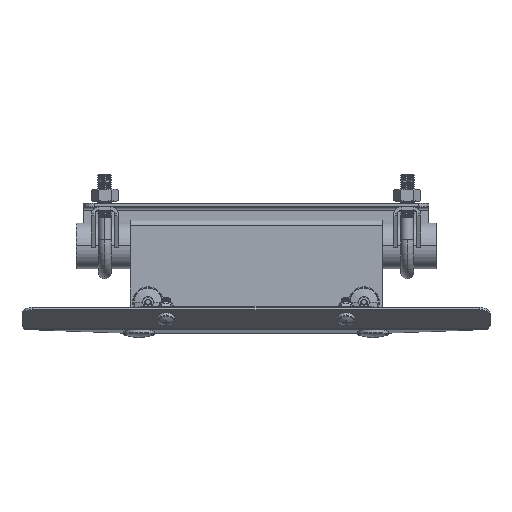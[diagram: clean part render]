
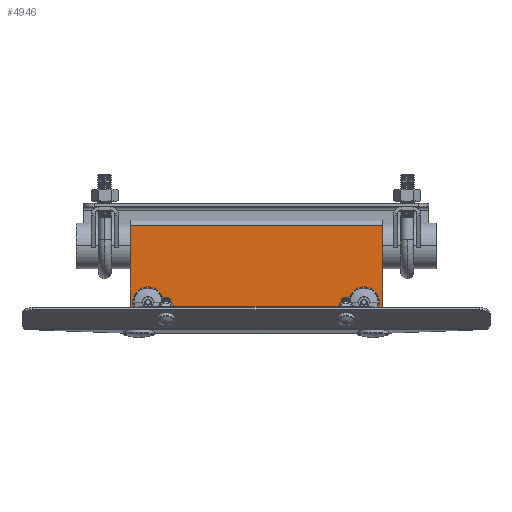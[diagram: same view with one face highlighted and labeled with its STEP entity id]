
A CAD part, top view. The second image highlights one B-rep face of the part: STEP entity #4946.
In plain terms, the highlighted planar face has unit normal (0, 0, 1).
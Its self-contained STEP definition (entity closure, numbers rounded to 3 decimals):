
#496 = CARTESIAN_POINT ( 'NONE',  ( 70., -55.559, 0. ) ) ;
#731 = CARTESIAN_POINT ( 'NONE',  ( 60., -41.309, 0. ) ) ;
#821 = CARTESIAN_POINT ( 'NONE',  ( 70., 0., 0. ) ) ;
#959 = DIRECTION ( 'NONE',  ( 0., 1., 0. ) ) ;
#1327 = AXIS2_PLACEMENT_3D ( 'NONE', #7970, #9302, #1930 ) ;
#1509 = DIRECTION ( 'NONE',  ( 0., -1., 0. ) ) ;
#1923 = AXIS2_PLACEMENT_3D ( 'NONE', #821, #14329, #959 ) ;
#1930 = DIRECTION ( 'NONE',  ( 0., -1., 0. ) ) ;
#2062 = VERTEX_POINT ( 'NONE', #731 ) ;
#2067 = VERTEX_POINT ( 'NONE', #11364 ) ;
#2633 = VECTOR ( 'NONE', #6940, 1000. ) ;
#2755 = EDGE_CURVE ( 'NONE', #2062, #9096, #15832, .T. ) ;
#3712 = ORIENTED_EDGE ( 'NONE', *, *, #7473, .T. ) ;
#3713 = FACE_BOUND ( 'NONE', #7780, .T. ) ;
#3771 = ORIENTED_EDGE ( 'NONE', *, *, #9354, .F. ) ;
#4032 = DIRECTION ( 'NONE',  ( 0., -1., 0. ) ) ;
#4352 = EDGE_CURVE ( 'NONE', #6778, #17837, #12731, .T. ) ;
#4576 = AXIS2_PLACEMENT_3D ( 'NONE', #15046, #16678, #1509 ) ;
#4946 = ADVANCED_FACE ( 'NONE', ( #18825, #3713, #15524 ), #14468, .F. ) ;
#5363 = VERTEX_POINT ( 'NONE', #12240 ) ;
#6263 = LINE ( 'NONE', #10061, #14274 ) ;
#6383 = EDGE_CURVE ( 'NONE', #9096, #2062, #18810, .T. ) ;
#6388 = EDGE_LOOP ( 'NONE', ( #16434, #16617 ) ) ;
#6778 = VERTEX_POINT ( 'NONE', #13349 ) ;
#6856 = VECTOR ( 'NONE', #14713, 1000. ) ;
#6940 = DIRECTION ( 'NONE',  ( 0., -1., 0. ) ) ;
#7354 = CARTESIAN_POINT ( 'NONE',  ( 70., -3.2, 0. ) ) ;
#7473 = EDGE_CURVE ( 'NONE', #10253, #2067, #6263, .T. ) ;
#7641 = LINE ( 'NONE', #496, #16808 ) ;
#7780 = EDGE_LOOP ( 'NONE', ( #19480, #8297 ) ) ;
#7970 = CARTESIAN_POINT ( 'NONE',  ( 60., -45.559, 0. ) ) ;
#8030 = VERTEX_POINT ( 'NONE', #11421 ) ;
#8297 = ORIENTED_EDGE ( 'NONE', *, *, #2755, .F. ) ;
#8402 = DIRECTION ( 'NONE',  ( 0., -1., 0. ) ) ;
#9096 = VERTEX_POINT ( 'NONE', #17084 ) ;
#9106 = EDGE_CURVE ( 'NONE', #5363, #2067, #7641, .T. ) ;
#9302 = DIRECTION ( 'NONE',  ( 0., 0., 1. ) ) ;
#9354 = EDGE_CURVE ( 'NONE', #8030, #5363, #18004, .T. ) ;
#10061 = CARTESIAN_POINT ( 'NONE',  ( -70., 0., 0. ) ) ;
#10253 = VERTEX_POINT ( 'NONE', #12361 ) ;
#10957 = AXIS2_PLACEMENT_3D ( 'NONE', #12544, #13766, #13964 ) ;
#11115 = DIRECTION ( 'NONE',  ( -1., 0., 0. ) ) ;
#11364 = CARTESIAN_POINT ( 'NONE',  ( -70., -55.559, 0. ) ) ;
#11421 = CARTESIAN_POINT ( 'NONE',  ( 70., -3.2, 0. ) ) ;
#12066 = CARTESIAN_POINT ( 'NONE',  ( -60., -49.809, 0. ) ) ;
#12240 = CARTESIAN_POINT ( 'NONE',  ( 70., -55.559, 0. ) ) ;
#12361 = CARTESIAN_POINT ( 'NONE',  ( -70., -3.2, 0. ) ) ;
#12544 = CARTESIAN_POINT ( 'NONE',  ( -60., -45.559, 0. ) ) ;
#12596 = CIRCLE ( 'NONE', #10957, 4.25 ) ;
#12731 = CIRCLE ( 'NONE', #16091, 4.25 ) ;
#13349 = CARTESIAN_POINT ( 'NONE',  ( -60., -41.309, 0. ) ) ;
#13460 = LINE ( 'NONE', #7354, #6856 ) ;
#13649 = EDGE_LOOP ( 'NONE', ( #3712, #14966, #3771, #16634 ) ) ;
#13766 = DIRECTION ( 'NONE',  ( 0., 0., 1. ) ) ;
#13964 = DIRECTION ( 'NONE',  ( 0., -1., 0. ) ) ;
#14196 = EDGE_CURVE ( 'NONE', #17837, #6778, #12596, .T. ) ;
#14274 = VECTOR ( 'NONE', #4032, 1000. ) ;
#14329 = DIRECTION ( 'NONE',  ( 0., 0., -1. ) ) ;
#14468 = PLANE ( 'NONE',  #1923 ) ;
#14713 = DIRECTION ( 'NONE',  ( -1., 0., 0. ) ) ;
#14966 = ORIENTED_EDGE ( 'NONE', *, *, #9106, .F. ) ;
#15046 = CARTESIAN_POINT ( 'NONE',  ( 60., -45.559, 0. ) ) ;
#15524 = FACE_OUTER_BOUND ( 'NONE', #13649, .T. ) ;
#15832 = CIRCLE ( 'NONE', #4576, 4.25 ) ;
#15833 = CARTESIAN_POINT ( 'NONE',  ( -60., -45.559, 0. ) ) ;
#16091 = AXIS2_PLACEMENT_3D ( 'NONE', #15833, #18877, #8402 ) ;
#16212 = CARTESIAN_POINT ( 'NONE',  ( 70., 0., 0. ) ) ;
#16434 = ORIENTED_EDGE ( 'NONE', *, *, #14196, .F. ) ;
#16617 = ORIENTED_EDGE ( 'NONE', *, *, #4352, .F. ) ;
#16634 = ORIENTED_EDGE ( 'NONE', *, *, #16663, .T. ) ;
#16663 = EDGE_CURVE ( 'NONE', #8030, #10253, #13460, .T. ) ;
#16678 = DIRECTION ( 'NONE',  ( 0., 0., 1. ) ) ;
#16808 = VECTOR ( 'NONE', #11115, 1000. ) ;
#17084 = CARTESIAN_POINT ( 'NONE',  ( 60., -49.809, 0. ) ) ;
#17837 = VERTEX_POINT ( 'NONE', #12066 ) ;
#18004 = LINE ( 'NONE', #16212, #2633 ) ;
#18810 = CIRCLE ( 'NONE', #1327, 4.25 ) ;
#18825 = FACE_BOUND ( 'NONE', #6388, .T. ) ;
#18877 = DIRECTION ( 'NONE',  ( 0., 0., 1. ) ) ;
#19480 = ORIENTED_EDGE ( 'NONE', *, *, #6383, .F. ) ;
